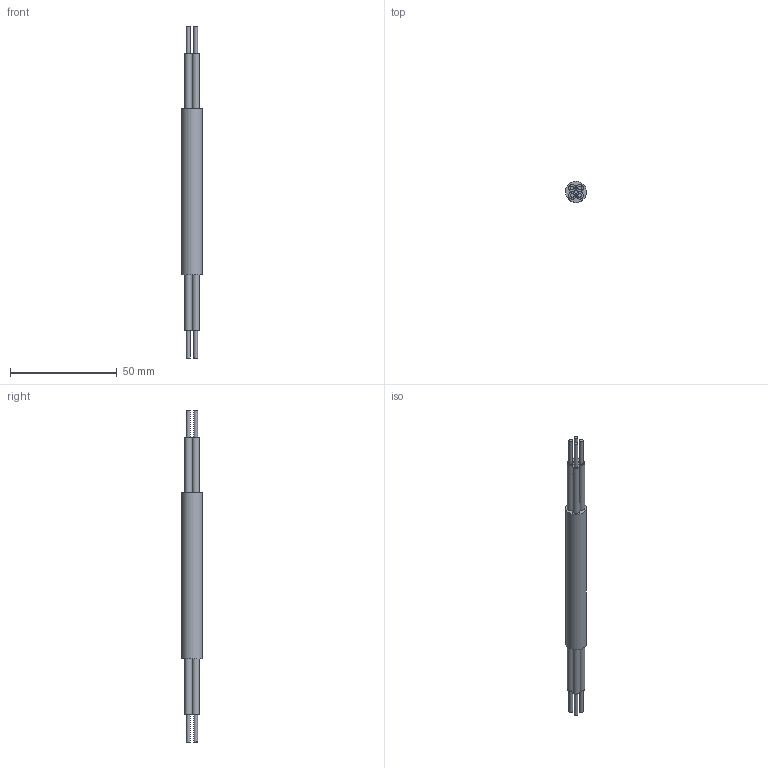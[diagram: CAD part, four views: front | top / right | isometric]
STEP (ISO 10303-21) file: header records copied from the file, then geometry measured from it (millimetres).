
FILE_DESCRIPTION(('FreeCAD Model'),'2;1');
FILE_NAME('Open CASCADE Shape Model','2025-04-26T07:54:04',('FreeCAD'),( 'FreeCAD'),'Open CASCADE STEP processor 7.6','FreeCAD','Unknown');
FILE_SCHEMA(('AUTOMOTIVE_DESIGN { 1 0 10303 214 1 1 1 1 }'));
Length unit declared in the file: millimetre
Products named in the file (1): Open CASCADE STEP translator 7.6 1
Bounding box: 9.85 x 9.85 x 155.72 mm (x, y, z)
Volume: 8132.1 mm3; surface area: 17840.8 mm2
Topology: 9 solids, 9 shells, 35 faces, 51 edges, 34 vertices
Faces by surface type: bspline 35
Entity records: 1009 total; most frequent: CARTESIAN_POINT 617, ORIENTED_EDGE 102, FACE_BOUND 51, EDGE_LOOP 51, EDGE_CURVE 51, ADVANCED_FACE 35, VERTEX_POINT 34, B_SPLINE_SURFACE_WITH_KNOTS 18
